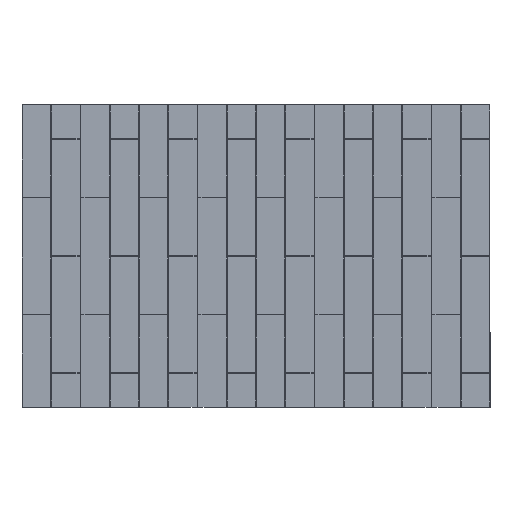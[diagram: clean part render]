
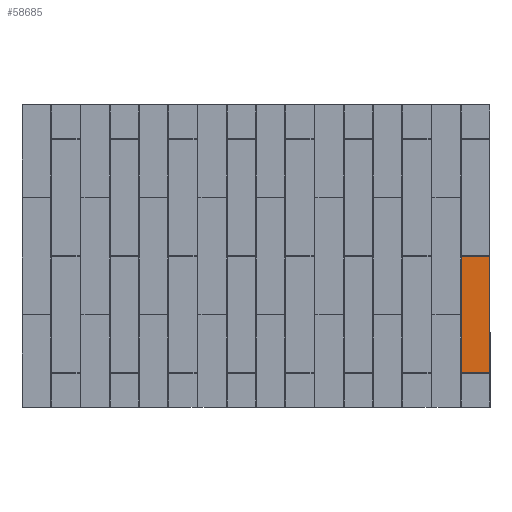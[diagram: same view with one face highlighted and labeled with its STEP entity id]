
A CAD part, top view. The second image highlights one B-rep face of the part: STEP entity #58685.
In plain terms, the highlighted planar face has unit normal (0, 0, 1).
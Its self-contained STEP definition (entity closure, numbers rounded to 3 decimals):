
#507 = CARTESIAN_POINT ( 'NONE',  ( 1069.2, -2.154, 4.762 ) ) ;
#1339 = CARTESIAN_POINT ( 'NONE',  ( 1068.954, -2.4, 4.763 ) ) ;
#1375 = CARTESIAN_POINT ( 'NONE',  ( 1068.954, -607.243, 4.762 ) ) ;
#1747 = CARTESIAN_POINT ( 'NONE',  ( 1069.2, -607.446, 4.762 ) ) ;
#2601 = VERTEX_POINT ( 'NONE', #33367 ) ;
#2661 = DIRECTION ( 'NONE',  ( -1., 0., 0. ) ) ;
#7316 = CARTESIAN_POINT ( 'NONE',  ( 1069.157, -2.154, 4.762 ) ) ;
#7352 = CARTESIAN_POINT ( 'NONE',  ( 1069.167, -607.445, 4.762 ) ) ;
#7732 = CARTESIAN_POINT ( 'NONE',  ( 1069.184, -607.446, 4.762 ) ) ;
#8093 = CARTESIAN_POINT ( 'NONE',  ( 1069.04, -607.392, 4.762 ) ) ;
#9412 = EDGE_CURVE ( 'NONE', #2601, #55020, #51295, .T. ) ;
#10830 = CARTESIAN_POINT ( 'NONE',  ( 0., 0., 4.762 ) ) ;
#12940 = CARTESIAN_POINT ( 'NONE',  ( 1069.113, -2.165, 4.762 ) ) ;
#13640 = EDGE_CURVE ( 'NONE', #47310, #34764, #56383, .T. ) ;
#13718 = CARTESIAN_POINT ( 'NONE',  ( 1069.009, -607.361, 4.762 ) ) ;
#14460 = CARTESIAN_POINT ( 'NONE',  ( 0., -607.446, 4.762 ) ) ;
#15607 = VERTEX_POINT ( 'NONE', #507 ) ;
#16803 = CARTESIAN_POINT ( 'NONE',  ( 1068.954, 0., 4.762 ) ) ;
#18560 = CARTESIAN_POINT ( 'NONE',  ( 1069.008, -2.24, 4.762 ) ) ;
#23347 = VECTOR ( 'NONE', #55518, 1000. ) ;
#24157 = CARTESIAN_POINT ( 'NONE',  ( 1068.954, -2.384, 4.762 ) ) ;
#24195 = CARTESIAN_POINT ( 'NONE',  ( 1068.954, -607.2, 4.763 ) ) ;
#24564 = CARTESIAN_POINT ( 'NONE',  ( 1069.125, -607.436, 4.762 ) ) ;
#24737 = LINE ( 'NONE', #52748, #25688 ) ;
#25332 = VECTOR ( 'NONE', #62727, 1000. ) ;
#25688 = VECTOR ( 'NONE', #2661, 1000. ) ;
#28166 = CARTESIAN_POINT ( 'NONE',  ( 1218.235, 0., 4.763 ) ) ;
#29747 = CARTESIAN_POINT ( 'NONE',  ( 1069.039, -2.209, 4.762 ) ) ;
#32756 = ORIENTED_EDGE ( 'NONE', *, *, #55930, .F. ) ;
#33367 = CARTESIAN_POINT ( 'NONE',  ( 1218.235, -2.154, 4.762 ) ) ;
#33561 = EDGE_CURVE ( 'NONE', #58654, #34764, #48263, .T. ) ;
#33611 = DIRECTION ( 'NONE',  ( 1., 0., 0. ) ) ;
#34764 = VERTEX_POINT ( 'NONE', #59502 ) ;
#36080 = EDGE_LOOP ( 'NONE', ( #32756, #51138, #63632, #46845, #48716, #42032 ) ) ;
#40295 = PLANE ( 'NONE',  #69278 ) ;
#42032 = ORIENTED_EDGE ( 'NONE', *, *, #47991, .T. ) ;
#42446 = CARTESIAN_POINT ( 'NONE',  ( 1068.965, -607.287, 4.762 ) ) ;
#45174 = CARTESIAN_POINT ( 'NONE',  ( 1069.2, -607.446, 4.762 ) ) ;
#45546 = DIRECTION ( 'NONE',  ( 0., 0., 1. ) ) ;
#46845 = ORIENTED_EDGE ( 'NONE', *, *, #49142, .T. ) ;
#47310 = VERTEX_POINT ( 'NONE', #60904 ) ;
#47991 = EDGE_CURVE ( 'NONE', #2601, #15607, #24737, .T. ) ;
#48263 = B_SPLINE_CURVE_WITH_KNOTS ( 'NONE', 3,
 ( #1747, #7732, #7352, #24564, #64142, #8093, #13718, #42446, #1375, #24195 ),
 .UNSPECIFIED., .F., .F.,
 ( 4, 2, 2, 2, 4 ),
 ( 0., 0.128, 0.333, 0.662, 1. ),
 .UNSPECIFIED. ) ;
#48716 = ORIENTED_EDGE ( 'NONE', *, *, #9412, .F. ) ;
#49142 = EDGE_CURVE ( 'NONE', #58654, #55020, #71592, .T. ) ;
#51138 = ORIENTED_EDGE ( 'NONE', *, *, #13640, .T. ) ;
#51295 = LINE ( 'NONE', #28166, #69264 ) ;
#51416 = CARTESIAN_POINT ( 'NONE',  ( 1068.955, -2.367, 4.762 ) ) ;
#51797 = CARTESIAN_POINT ( 'NONE',  ( 1068.973, -2.3, 4.762 ) ) ;
#52748 = CARTESIAN_POINT ( 'NONE',  ( 0., -2.154, 4.762 ) ) ;
#55020 = VERTEX_POINT ( 'NONE', #72884 ) ;
#55518 = DIRECTION ( 'NONE',  ( 1., 0., 0. ) ) ;
#55930 = EDGE_CURVE ( 'NONE', #47310, #15607, #73131, .T. ) ;
#56383 = LINE ( 'NONE', #16803, #25332 ) ;
#57266 = DIRECTION ( 'NONE',  ( 0., -1., 0. ) ) ;
#57387 = CARTESIAN_POINT ( 'NONE',  ( 1069.2, -2.154, 4.762 ) ) ;
#58654 = VERTEX_POINT ( 'NONE', #45174 ) ;
#58685 = ADVANCED_FACE ( 'NONE', ( #68704 ), #40295, .T. ) ;
#59502 = CARTESIAN_POINT ( 'NONE',  ( 1068.954, -607.2, 4.763 ) ) ;
#60904 = CARTESIAN_POINT ( 'NONE',  ( 1068.954, -2.4, 4.763 ) ) ;
#62727 = DIRECTION ( 'NONE',  ( 0., -1., 0. ) ) ;
#63632 = ORIENTED_EDGE ( 'NONE', *, *, #33561, .F. ) ;
#64142 = CARTESIAN_POINT ( 'NONE',  ( 1069.1, -607.427, 4.762 ) ) ;
#68704 = FACE_OUTER_BOUND ( 'NONE', #36080, .T. ) ;
#69264 = VECTOR ( 'NONE', #57266, 1000. ) ;
#69278 = AXIS2_PLACEMENT_3D ( 'NONE', #10830, #45546, #33611 ) ;
#69723 = CARTESIAN_POINT ( 'NONE',  ( 1068.964, -2.325, 4.762 ) ) ;
#71592 = LINE ( 'NONE', #14460, #23347 ) ;
#72884 = CARTESIAN_POINT ( 'NONE',  ( 1218.235, -607.446, 4.763 ) ) ;
#73131 = B_SPLINE_CURVE_WITH_KNOTS ( 'NONE', 3,
 ( #1339, #24157, #51416, #69723, #51797, #18560, #29747, #12940, #7316, #57387 ),
 .UNSPECIFIED., .F., .F.,
 ( 4, 2, 2, 2, 4 ),
 ( 0., 0.128, 0.333, 0.662, 1. ),
 .UNSPECIFIED. ) ;
